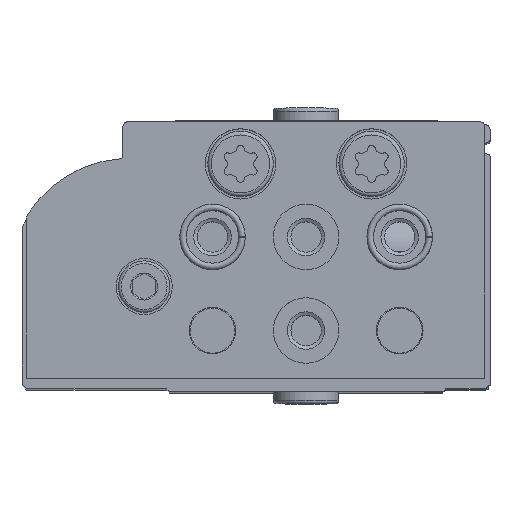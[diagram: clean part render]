
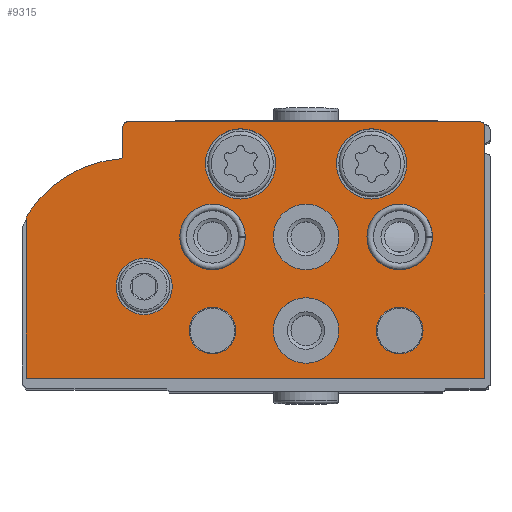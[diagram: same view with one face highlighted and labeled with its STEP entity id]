
A CAD part, top view. The second image highlights one B-rep face of the part: STEP entity #9315.
In plain terms, the highlighted face is planar.
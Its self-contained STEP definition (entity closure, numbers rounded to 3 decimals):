
#271=PLANE('',#10361);
#799=CIRCLE('',#10347,0.5);
#800=CIRCLE('',#10352,1.);
#801=CIRCLE('',#10354,13.);
#802=CIRCLE('',#10356,0.3);
#803=CIRCLE('',#10359,0.5);
#804=CIRCLE('',#10362,3.);
#805=CIRCLE('',#10363,3.75);
#806=CIRCLE('',#10364,3.75);
#807=CIRCLE('',#10365,3.5);
#808=CIRCLE('',#10366,3.5);
#809=CIRCLE('',#10367,3.5);
#810=CIRCLE('',#10368,3.5);
#811=CIRCLE('',#10369,2.5);
#812=CIRCLE('',#10370,2.5);
#1492=LINE('',#15846,#2146);
#1494=LINE('',#15850,#2148);
#1496=LINE('',#15854,#2150);
#1501=LINE('',#15870,#2155);
#1504=LINE('',#15878,#2158);
#2146=VECTOR('',#12787,1000.);
#2148=VECTOR('',#12791,1000.);
#2150=VECTOR('',#12795,1000.);
#2155=VECTOR('',#12814,1000.);
#2158=VECTOR('',#12823,1000.);
#4068=ORIENTED_EDGE('',*,*,#5781,.T.);
#4069=ORIENTED_EDGE('',*,*,#5782,.T.);
#4070=ORIENTED_EDGE('',*,*,#5783,.T.);
#4071=ORIENTED_EDGE('',*,*,#5784,.T.);
#4072=ORIENTED_EDGE('',*,*,#5785,.T.);
#4073=ORIENTED_EDGE('',*,*,#5786,.T.);
#4074=ORIENTED_EDGE('',*,*,#5787,.T.);
#4075=ORIENTED_EDGE('',*,*,#5788,.T.);
#4076=ORIENTED_EDGE('',*,*,#5789,.T.);
#4077=ORIENTED_EDGE('',*,*,#5760,.F.);
#4078=ORIENTED_EDGE('',*,*,#5779,.F.);
#4079=ORIENTED_EDGE('',*,*,#5777,.F.);
#4080=ORIENTED_EDGE('',*,*,#5775,.F.);
#4081=ORIENTED_EDGE('',*,*,#5773,.T.);
#4082=ORIENTED_EDGE('',*,*,#5771,.F.);
#4083=ORIENTED_EDGE('',*,*,#5769,.F.);
#4084=ORIENTED_EDGE('',*,*,#5767,.F.);
#4085=ORIENTED_EDGE('',*,*,#5765,.F.);
#4086=ORIENTED_EDGE('',*,*,#5763,.F.);
#5760=EDGE_CURVE('',#6797,#6798,#799,.T.);
#5763=EDGE_CURVE('',#6798,#6799,#1492,.T.);
#5765=EDGE_CURVE('',#6799,#6800,#1494,.T.);
#5767=EDGE_CURVE('',#6800,#6801,#1496,.T.);
#5769=EDGE_CURVE('',#6801,#6802,#800,.T.);
#5771=EDGE_CURVE('',#6802,#6803,#801,.T.);
#5773=EDGE_CURVE('',#6804,#6803,#802,.T.);
#5775=EDGE_CURVE('',#6804,#6805,#1501,.T.);
#5777=EDGE_CURVE('',#6805,#6806,#803,.T.);
#5779=EDGE_CURVE('',#6806,#6797,#1504,.T.);
#5781=EDGE_CURVE('',#6807,#6807,#804,.T.);
#5782=EDGE_CURVE('',#6808,#6808,#805,.T.);
#5783=EDGE_CURVE('',#6809,#6809,#806,.T.);
#5784=EDGE_CURVE('',#6810,#6810,#807,.T.);
#5785=EDGE_CURVE('',#6811,#6811,#808,.T.);
#5786=EDGE_CURVE('',#6812,#6812,#809,.T.);
#5787=EDGE_CURVE('',#6813,#6813,#810,.T.);
#5788=EDGE_CURVE('',#6814,#6814,#811,.T.);
#5789=EDGE_CURVE('',#6815,#6815,#812,.T.);
#6797=VERTEX_POINT('',#15841);
#6798=VERTEX_POINT('',#15842);
#6799=VERTEX_POINT('',#15847);
#6800=VERTEX_POINT('',#15851);
#6801=VERTEX_POINT('',#15855);
#6802=VERTEX_POINT('',#15859);
#6803=VERTEX_POINT('',#15863);
#6804=VERTEX_POINT('',#15867);
#6805=VERTEX_POINT('',#15871);
#6806=VERTEX_POINT('',#15875);
#6807=VERTEX_POINT('',#15882);
#6808=VERTEX_POINT('',#15884);
#6809=VERTEX_POINT('',#15886);
#6810=VERTEX_POINT('',#15888);
#6811=VERTEX_POINT('',#15890);
#6812=VERTEX_POINT('',#15892);
#6813=VERTEX_POINT('',#15894);
#6814=VERTEX_POINT('',#15896);
#6815=VERTEX_POINT('',#15898);
#7558=EDGE_LOOP('',(#4068));
#7559=EDGE_LOOP('',(#4069));
#7560=EDGE_LOOP('',(#4070));
#7561=EDGE_LOOP('',(#4071));
#7562=EDGE_LOOP('',(#4072));
#7563=EDGE_LOOP('',(#4073));
#7564=EDGE_LOOP('',(#4074));
#7565=EDGE_LOOP('',(#4075));
#7566=EDGE_LOOP('',(#4076));
#7567=EDGE_LOOP('',(#4077,#4078,#4079,#4080,#4081,#4082,#4083,#4084,#4085,
#4086));
#8385=FACE_BOUND('',#7558,.T.);
#8386=FACE_BOUND('',#7559,.T.);
#8387=FACE_BOUND('',#7560,.T.);
#8388=FACE_BOUND('',#7561,.T.);
#8389=FACE_BOUND('',#7562,.T.);
#8390=FACE_BOUND('',#7563,.T.);
#8391=FACE_BOUND('',#7564,.T.);
#8392=FACE_BOUND('',#7565,.T.);
#8393=FACE_BOUND('',#7566,.T.);
#8394=FACE_BOUND('',#7567,.T.);
#9315=ADVANCED_FACE('',(#8385,#8386,#8387,#8388,#8389,#8390,#8391,#8392,
#8393,#8394),#271,.F.);
#10347=AXIS2_PLACEMENT_3D('',#15840,#12781,#12782);
#10352=AXIS2_PLACEMENT_3D('',#15858,#12799,#12800);
#10354=AXIS2_PLACEMENT_3D('',#15862,#12804,#12805);
#10356=AXIS2_PLACEMENT_3D('',#15866,#12809,#12810);
#10359=AXIS2_PLACEMENT_3D('',#15874,#12818,#12819);
#10361=AXIS2_PLACEMENT_3D('',#15880,#12825,#12826);
#10362=AXIS2_PLACEMENT_3D('',#15881,#12827,#12828);
#10363=AXIS2_PLACEMENT_3D('',#15883,#12829,#12830);
#10364=AXIS2_PLACEMENT_3D('',#15885,#12831,#12832);
#10365=AXIS2_PLACEMENT_3D('',#15887,#12833,#12834);
#10366=AXIS2_PLACEMENT_3D('',#15889,#12835,#12836);
#10367=AXIS2_PLACEMENT_3D('',#15891,#12837,#12838);
#10368=AXIS2_PLACEMENT_3D('',#15893,#12839,#12840);
#10369=AXIS2_PLACEMENT_3D('',#15895,#12841,#12842);
#10370=AXIS2_PLACEMENT_3D('',#15897,#12843,#12844);
#12781=DIRECTION('',(0.,0.,1.));
#12782=DIRECTION('',(1.,0.,0.));
#12787=DIRECTION('',(0.,-1.,0.));
#12791=DIRECTION('',(1.,0.,0.));
#12795=DIRECTION('',(0.,1.,0.));
#12799=DIRECTION('',(0.,0.,1.));
#12800=DIRECTION('',(1.,0.,0.));
#12804=DIRECTION('',(0.,0.,1.));
#12805=DIRECTION('',(1.,0.,0.));
#12809=DIRECTION('',(0.,0.,1.));
#12810=DIRECTION('',(1.,0.,0.));
#12814=DIRECTION('',(0.,1.,0.));
#12818=DIRECTION('',(0.,0.,1.));
#12819=DIRECTION('',(1.,0.,0.));
#12823=DIRECTION('',(-1.,0.,0.));
#12825=DIRECTION('',(0.,0.,1.));
#12826=DIRECTION('',(1.,0.,0.));
#12827=DIRECTION('',(0.,0.,1.));
#12828=DIRECTION('',(1.,0.,0.));
#12829=DIRECTION('',(0.,0.,1.));
#12830=DIRECTION('',(1.,0.,0.));
#12831=DIRECTION('',(0.,0.,1.));
#12832=DIRECTION('',(1.,0.,0.));
#12833=DIRECTION('',(0.,0.,1.));
#12834=DIRECTION('',(1.,0.,0.));
#12835=DIRECTION('',(0.,0.,1.));
#12836=DIRECTION('',(1.,0.,0.));
#12837=DIRECTION('',(0.,0.,1.));
#12838=DIRECTION('',(1.,0.,0.));
#12839=DIRECTION('',(0.,0.,1.));
#12840=DIRECTION('',(1.,0.,0.));
#12841=DIRECTION('',(0.,0.,1.));
#12842=DIRECTION('',(1.,0.,0.));
#12843=DIRECTION('',(0.,0.,1.));
#12844=DIRECTION('',(1.,0.,0.));
#15840=CARTESIAN_POINT('',(0.5,26.9,0.));
#15841=CARTESIAN_POINT('',(0.5,27.4,0.));
#15842=CARTESIAN_POINT('',(0.,26.9,0.));
#15846=CARTESIAN_POINT('',(0.,26.9,0.));
#15847=CARTESIAN_POINT('',(0.,0.,0.));
#15850=CARTESIAN_POINT('',(0.,0.,0.));
#15851=CARTESIAN_POINT('',(49.,0.,0.));
#15854=CARTESIAN_POINT('',(49.,0.,0.));
#15855=CARTESIAN_POINT('',(49.,16.98,0.));
#15858=CARTESIAN_POINT('',(48.,16.98,0.));
#15859=CARTESIAN_POINT('',(48.842,17.52,0.));
#15862=CARTESIAN_POINT('',(37.9,10.5,0.));
#15863=CARTESIAN_POINT('',(38.936,23.459,0.));
#15866=CARTESIAN_POINT('',(38.96,23.758,0.));
#15867=CARTESIAN_POINT('',(38.66,23.758,0.));
#15870=CARTESIAN_POINT('',(38.66,23.758,0.));
#15871=CARTESIAN_POINT('',(38.66,26.9,0.));
#15874=CARTESIAN_POINT('',(38.16,26.9,0.));
#15875=CARTESIAN_POINT('',(38.16,27.4,0.));
#15878=CARTESIAN_POINT('',(38.16,27.4,0.));
#15880=CARTESIAN_POINT('',(0.5,26.9,0.));
#15881=CARTESIAN_POINT('',(36.4,9.8,0.));
#15882=CARTESIAN_POINT('',(39.4,9.8,0.));
#15883=CARTESIAN_POINT('',(26.1,22.9,0.));
#15884=CARTESIAN_POINT('',(29.85,22.9,0.));
#15885=CARTESIAN_POINT('',(12.1,22.9,0.));
#15886=CARTESIAN_POINT('',(15.85,22.9,0.));
#15887=CARTESIAN_POINT('',(29.1,15.1,0.));
#15888=CARTESIAN_POINT('',(32.6,15.1,0.));
#15889=CARTESIAN_POINT('',(19.1,15.1,0.));
#15890=CARTESIAN_POINT('',(22.6,15.1,0.));
#15891=CARTESIAN_POINT('',(9.1,15.1,0.));
#15892=CARTESIAN_POINT('',(12.6,15.1,0.));
#15893=CARTESIAN_POINT('',(19.1,5.1,0.));
#15894=CARTESIAN_POINT('',(22.6,5.1,0.));
#15895=CARTESIAN_POINT('',(29.1,5.1,0.));
#15896=CARTESIAN_POINT('',(31.6,5.1,0.));
#15897=CARTESIAN_POINT('',(9.1,5.1,0.));
#15898=CARTESIAN_POINT('',(11.6,5.1,0.));
